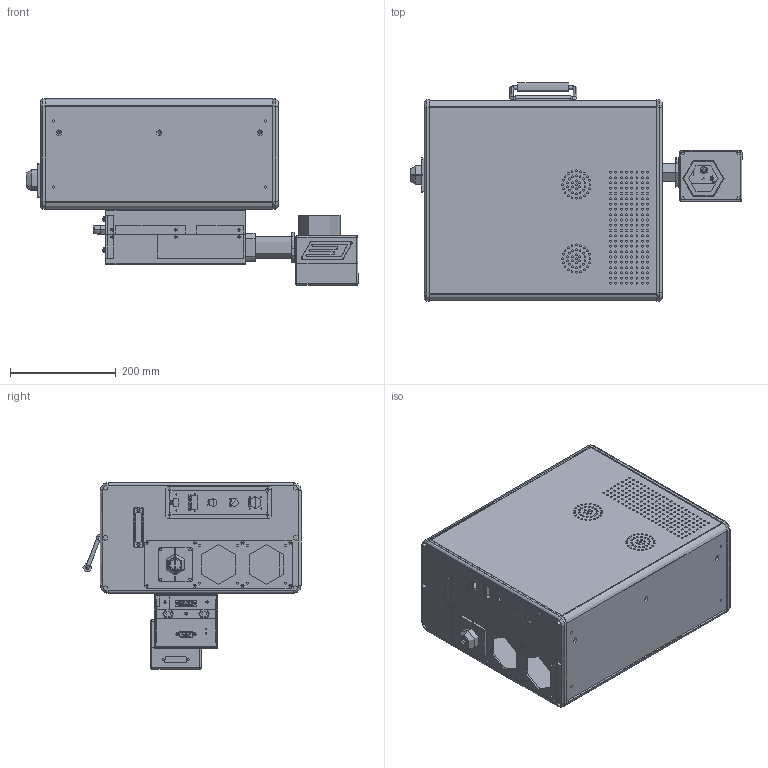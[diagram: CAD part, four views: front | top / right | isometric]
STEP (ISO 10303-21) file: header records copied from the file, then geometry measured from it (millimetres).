
FILE_DESCRIPTION (( 'STEP AP203' ), '1' );
FILE_NAME ('萇埭眊+3SE阨濮.STEP', '2026-01-21T07:14:13', ( '' ), ( '' ), 'SwSTEP 2.0', 'SolidWorks 2020', '' );
FILE_SCHEMA (( 'CONFIG_CONTROL_DESIGN' ));
Length unit declared in the file: millimetre
Products named in the file (4): Seal-355-3SE 外形图（带扩束）(1); MHX-01-001萇埭眊; 萇埭眊+3SE阨濮; RC7110淥噩
Assembly tree (3 placements, depth 2):
  萇埭眊+3SE阨濮
    MHX-01-001萇埭眊
    Seal-355-3SE 外形图（带扩束）(1)
    RC7110淥噩
Bounding box: 627.75 x 412.51 x 352.8 mm (x, y, z)
Topology: 0 solids, 128 shells, 2242 faces, 8178 edges, 5954 vertices
Faces by surface type: cylinder 1334, plane 541, cone 184, bspline 183
Entity records: 127992 total; most frequent: CARTESIAN_POINT 59602, DIRECTION 13356, ORIENTED_EDGE 12938, EDGE_CURVE 8073, VERTEX_POINT 5946, AXIS2_PLACEMENT_3D 4996, EDGE_LOOP 3420, LINE 3364
